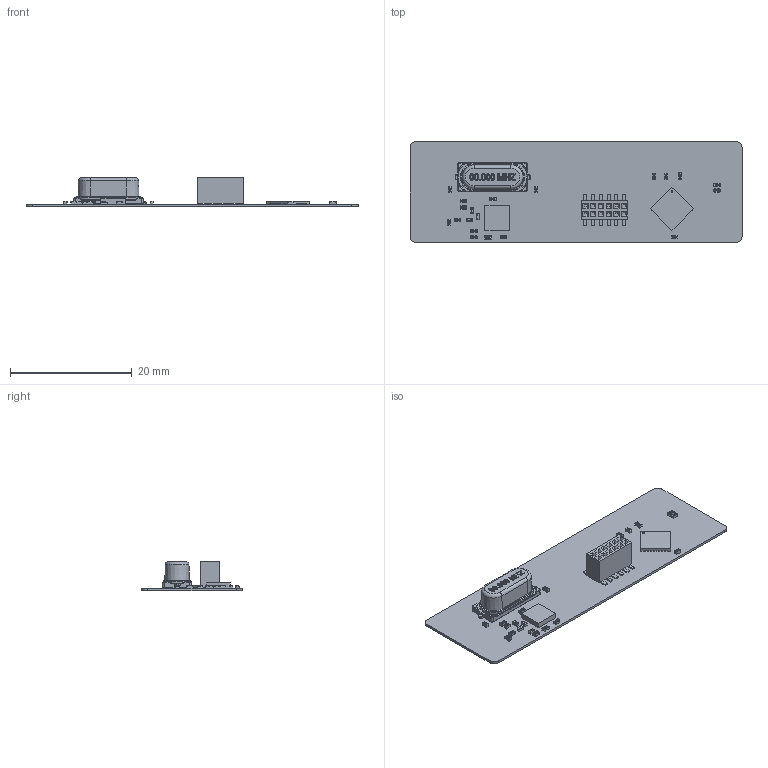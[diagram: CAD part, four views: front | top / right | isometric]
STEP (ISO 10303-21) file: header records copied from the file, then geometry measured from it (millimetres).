
FILE_DESCRIPTION(('Open CASCADE Model'),'2;1');
FILE_NAME('Open CASCADE Shape Model','2018-03-02T23:12:34',('Author'),( 'Open CASCADE'),'Open CASCADE STEP processor 6.8','Open CASCADE 6.8' ,'Unknown');
FILE_SCHEMA(('AUTOMOTIVE_DESIGN { 1 0 10303 214 1 1 1 1 }'));
Length unit declared in the file: millimetre
Products named in the file (34): PCB; Board; DA1; 822041000; Extruded; X2; User_Library-PBD1_27-12-S; DD1; User_Library-UFQFPN32; C1; User_Library-0402(1005M)_Cap; C2; C5; C6; C3; C4; C7; C8; C9; R1; User_Library-RES_1005-0402; R2; ZQ1; User_Library-HC-49S; L3; User_Library-INDC1005X___; L1; L2; C18; C19; C20; C21; R6; R7
Assembly tree (50 placements, depth 4):
  PCB
    Board
    DA1
      822041000
        Extruded
    X2
      User_Library-PBD1_27-12-S
    DD1
      User_Library-UFQFPN32
    C1
      User_Library-0402(1005M)_Cap
    C2
      User_Library-0402(1005M)_Cap
    C5
      User_Library-0402(1005M)_Cap
    C6
      User_Library-0402(1005M)_Cap
    C3
      User_Library-0402(1005M)_Cap
    C4
      User_Library-0402(1005M)_Cap
    C7
      User_Library-0402(1005M)_Cap
    C8
      User_Library-0402(1005M)_Cap
    C9
      User_Library-0402(1005M)_Cap
    R1
      User_Library-RES_1005-0402
    R2
      User_Library-RES_1005-0402
    ZQ1
      User_Library-HC-49S
    L3
      User_Library-INDC1005X___
    L1
      User_Library-INDC1005X___
    L2
      User_Library-INDC1005X___
    C18
      User_Library-0402(1005M)_Cap
    C19
      User_Library-0402(1005M)_Cap
    C20
      User_Library-0402(1005M)_Cap
    C21
      User_Library-0402(1005M)_Cap
    R6
      User_Library-RES_1005-0402
    R7
      User_Library-RES_1005-0402
Bounding box: 54.5 x 16.6 x 4.91 mm (x, y, z)
Volume: 496.4 mm3; surface area: 2549.8 mm2
Topology: 105 solids, 109 shells, 3311 faces, 8168 edges, 4958 vertices
Faces by surface type: plane 1478, bspline 909, cylinder 620, torus 189, sphere 113, cone 2
Full cylindrical faces by diameter (mm): 1.5 x1
Entity records: 56029 total; most frequent: CARTESIAN_POINT 16412, DIRECTION 6843, ORIENTED_EDGE 6836, EDGE_CURVE 3419, AXIS2_PLACEMENT_3D 2467, VERTEX_POINT 2088, LINE 1909, VECTOR 1909
